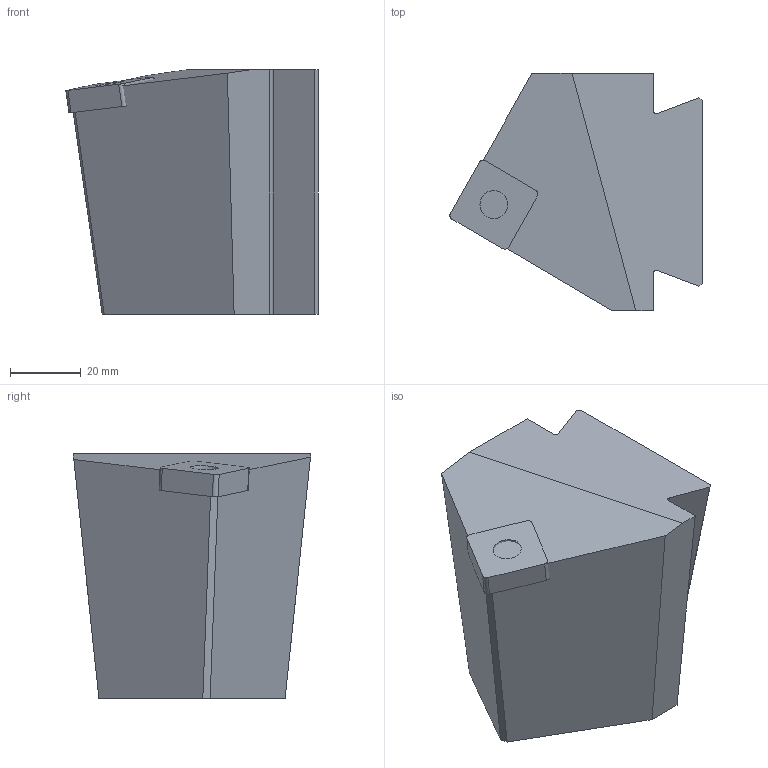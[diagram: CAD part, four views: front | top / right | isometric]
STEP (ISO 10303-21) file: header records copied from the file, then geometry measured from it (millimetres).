
FILE_DESCRIPTION(/* description */ (''),/* implementation_level */ '2;1');
FILE_NAME(/* name */ 'KHPSBNL19_SIM.stp',/* time_stamp */ '2022-10-12T08:28:59+02:00',/* author */ (''),/* organization */ (''),/* preprocessor_version */ 'ST-DEVELOPER v16.7',/* originating_system */ 'SIEMENS PLM Software NX 12.0',/* authorisation */ '');
FILE_SCHEMA (('AUTOMOTIVE_DESIGN { 1 0 10303 214 3 1 1 1 }'));
Length unit declared in the file: millimetre
Products named in the file (1): model1
Bounding box: 71.17 x 67 x 69 mm (x, y, z)
Volume: 188204.5 mm3; surface area: 22200.3 mm2
Topology: 2 solids, 2 shells, 28 faces, 72 edges, 48 vertices
Faces by surface type: plane 21, cylinder 7
Full cylindrical faces by diameter (mm): 7.94 x1
Entity records: 879 total; most frequent: CARTESIAN_POINT 148, DIRECTION 143, ORIENTED_EDGE 142, EDGE_CURVE 71, LINE 57, VECTOR 57, VERTEX_POINT 48, AXIS2_PLACEMENT_3D 43
